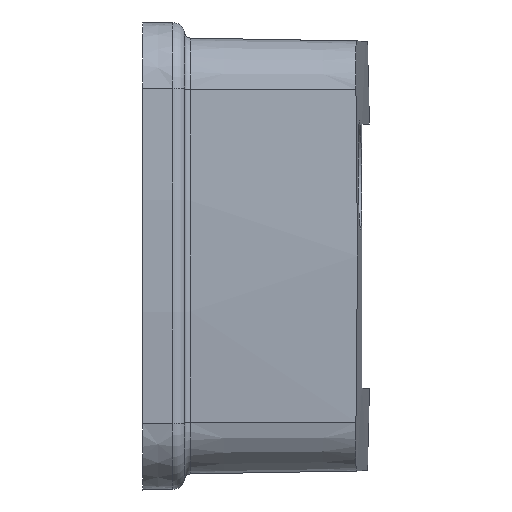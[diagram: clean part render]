
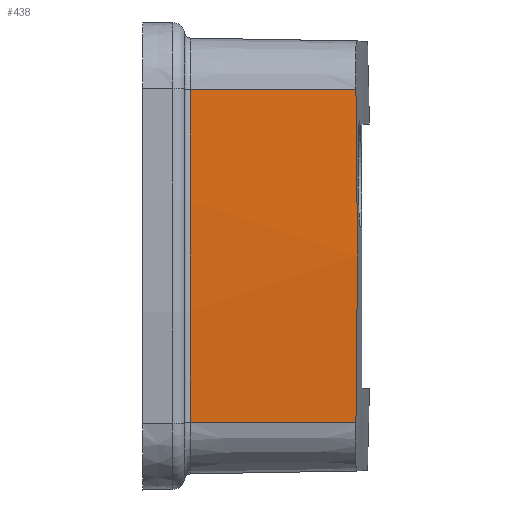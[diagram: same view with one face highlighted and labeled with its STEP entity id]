
A CAD part, front view. The second image highlights one B-rep face of the part: STEP entity #438.
In plain terms, the highlighted conical face has half-angle 1 degrees and reference radius 178.668 mm.
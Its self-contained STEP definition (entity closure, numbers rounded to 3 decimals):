
#122=CONICAL_SURFACE('',#1328,178.668,1.);
#139=B_SPLINE_CURVE_WITH_KNOTS('',3,(#1930,#1931,#1932,#1933),
 .UNSPECIFIED.,.F.,.F.,(4,4),(0.,1.),.UNSPECIFIED.);
#162=FACE_OUTER_BOUND('',#595,.T.);
#268=LINE('',#2021,#372);
#269=LINE('',#2025,#373);
#372=VECTOR('',#1535,1.);
#373=VECTOR('',#1538,1.);
#438=ADVANCED_FACE('',(#162),#122,.T.);
#595=EDGE_LOOP('',(#761,#762,#763,#764));
#761=ORIENTED_EDGE('',*,*,#1151,.F.);
#762=ORIENTED_EDGE('',*,*,#1169,.T.);
#763=ORIENTED_EDGE('',*,*,#1170,.T.);
#764=ORIENTED_EDGE('',*,*,#1171,.F.);
#1036=VERTEX_POINT('',#1929);
#1037=VERTEX_POINT('',#1934);
#1051=VERTEX_POINT('',#2022);
#1052=VERTEX_POINT('',#2024);
#1151=EDGE_CURVE('',#1036,#1037,#139,.T.);
#1169=EDGE_CURVE('',#1036,#1051,#268,.T.);
#1170=EDGE_CURVE('',#1051,#1052,#1261,.T.);
#1171=EDGE_CURVE('',#1037,#1052,#269,.T.);
#1261=CIRCLE('',#1327,178.66);
#1327=AXIS2_PLACEMENT_3D('',#2023,#1536,#1537);
#1328=AXIS2_PLACEMENT_3D('',#2026,#1539,#1540);
#1535=DIRECTION('',(-1.,-0.017,0.001));
#1536=DIRECTION('',(1.,0.,0.));
#1537=DIRECTION('',(0.,0.,1.));
#1538=DIRECTION('',(-1.,-0.017,-0.001));
#1539=DIRECTION('',(-1.,0.,0.));
#1540=DIRECTION('',(0.,1.,0.));
#1929=CARTESIAN_POINT('',(17.781,-57.941,13.843));
#1930=CARTESIAN_POINT('',(17.781,-57.941,13.843));
#1931=CARTESIAN_POINT('',(17.954,-58.655,4.629));
#1932=CARTESIAN_POINT('',(17.954,-58.655,-4.629));
#1933=CARTESIAN_POINT('',(17.781,-57.941,-13.843));
#1934=CARTESIAN_POINT('',(17.781,-57.941,-13.843));
#2021=CARTESIAN_POINT('',(3.5,-58.189,13.862));
#2022=CARTESIAN_POINT('',(3.991,-58.181,13.862));
#2023=CARTESIAN_POINT('',(3.991,119.941,0.));
#2024=CARTESIAN_POINT('',(3.991,-58.181,-13.862));
#2025=CARTESIAN_POINT('',(3.5,-58.189,-13.862));
#2026=CARTESIAN_POINT('',(3.5,119.941,0.));
